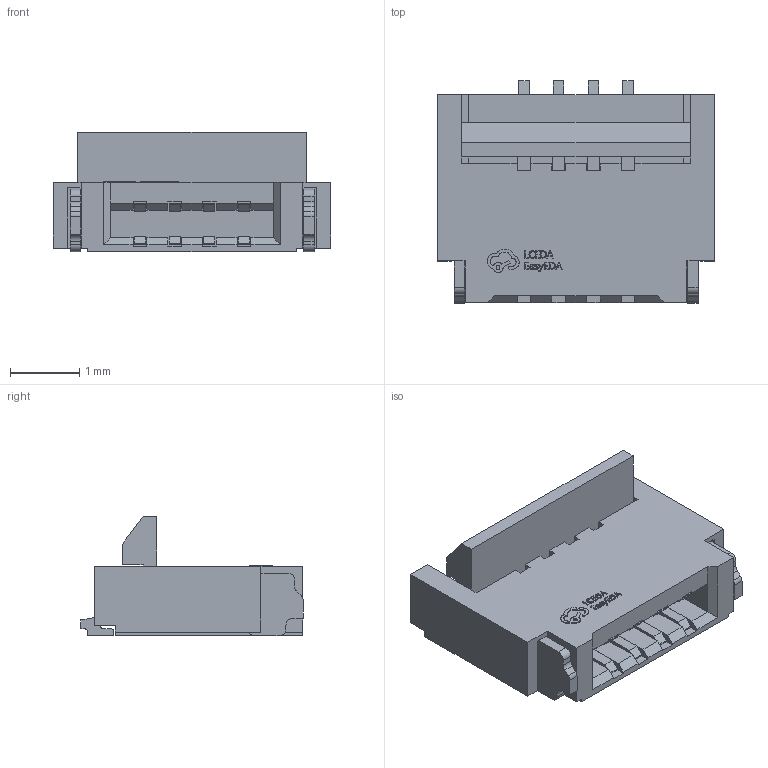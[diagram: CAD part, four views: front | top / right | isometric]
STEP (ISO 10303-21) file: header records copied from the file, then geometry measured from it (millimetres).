
FILE_DESCRIPTION (( 'STEP AP214' ), '1' );
FILE_NAME ('FFC-SMD_4P-P0.50_F0504-H-04-10G-R.step', '2022-06-24T02:04:28', ( '' ), ( '' ), 'SwSTEP 2.0', 'SolidWorks 2020', '' );
FILE_SCHEMA (( 'AUTOMOTIVE_DESIGN' ));
Length unit declared in the file: millimetre
Products named in the file (1): FFC-SMD_4P-P0.50_F0504-H-04-10G-R
Bounding box: 4 x 3.21 x 1.72 mm (x, y, z)
Volume: 8.8 mm3; surface area: 76.1 mm2
Topology: 3 solids, 3 shells, 546 faces, 1568 edges, 1060 vertices
Faces by surface type: plane 422, bspline 98, cylinder 26
Entity records: 24399 total; most frequent: CARTESIAN_POINT 4677, ORIENTED_EDGE 3136, DIRECTION 2304, EDGE_CURVE 1568, VECTOR 1302, LINE 1302, VERTEX_POINT 1060, EDGE_LOOP 588
